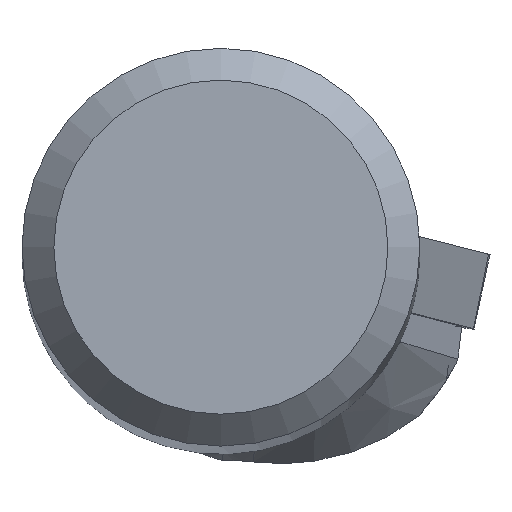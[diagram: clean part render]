
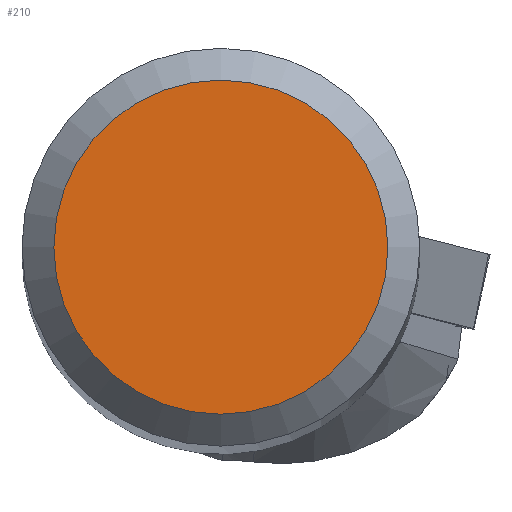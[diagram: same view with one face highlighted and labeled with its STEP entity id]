
A CAD part, top view. The second image highlights one B-rep face of the part: STEP entity #210.
In plain terms, the highlighted planar face has unit normal (0, 0, 1).
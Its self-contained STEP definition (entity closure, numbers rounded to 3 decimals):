
#162=FACE_OUTER_BOUND('',#414,.T.);
#210=ADVANCED_FACE('',(#162),#250,.T.);
#250=PLANE('',#1072);
#414=EDGE_LOOP('',(#572));
#572=ORIENTED_EDGE('',*,*,#856,.F.);
#758=VERTEX_POINT('',#1781);
#856=EDGE_CURVE('',#758,#758,#917,.T.);
#917=CIRCLE('',#1071,10.491);
#1071=AXIS2_PLACEMENT_3D('',#1780,#1295,#1296);
#1072=AXIS2_PLACEMENT_3D('',#1782,#1297,#1298);
#1295=DIRECTION('',(0.,0.,-1.));
#1296=DIRECTION('',(-1.,0.,0.));
#1297=DIRECTION('',(0.,0.,1.));
#1298=DIRECTION('',(-1.,0.,0.));
#1780=CARTESIAN_POINT('',(0.,0.,0.));
#1781=CARTESIAN_POINT('',(-10.491,0.,0.));
#1782=CARTESIAN_POINT('',(0.,0.,0.));
